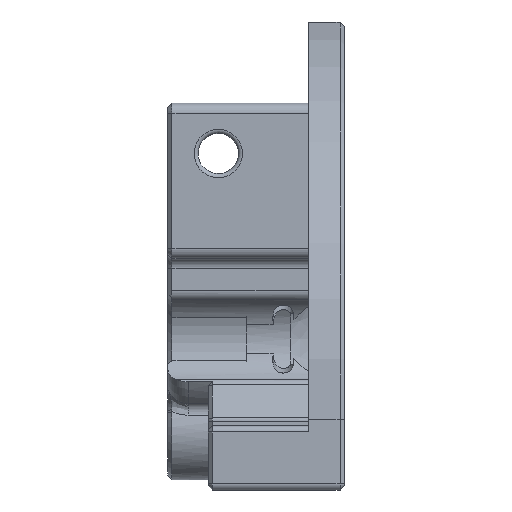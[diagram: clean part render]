
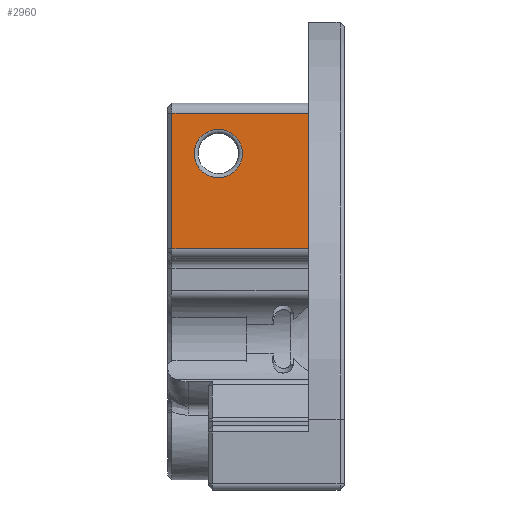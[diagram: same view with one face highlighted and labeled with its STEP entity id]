
A CAD part, front view. The second image highlights one B-rep face of the part: STEP entity #2960.
In plain terms, the highlighted planar face has unit normal (0, -1, 0).
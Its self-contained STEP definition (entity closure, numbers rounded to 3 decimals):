
#186=FACE_BOUND('',#856,.T.);
#207=LINE('',#4497,#412);
#208=LINE('',#4499,#413);
#209=LINE('',#4501,#414);
#210=LINE('',#4502,#415);
#412=VECTOR('',#3544,10.);
#413=VECTOR('',#3545,10.);
#414=VECTOR('',#3546,10.);
#415=VECTOR('',#3547,10.);
#617=PLANE('',#3161);
#672=FACE_OUTER_BOUND('',#855,.T.);
#855=EDGE_LOOP('',(#2016,#2017,#2018,#2019));
#856=EDGE_LOOP('',(#2020));
#1058=CIRCLE('',#3157,2.4);
#1261=VERTEX_POINT('',#4487);
#1264=VERTEX_POINT('',#4495);
#1265=VERTEX_POINT('',#4496);
#1266=VERTEX_POINT('',#4498);
#1267=VERTEX_POINT('',#4500);
#1545=EDGE_CURVE('',#1261,#1261,#1058,.T.);
#1549=EDGE_CURVE('',#1264,#1265,#207,.T.);
#1550=EDGE_CURVE('',#1266,#1264,#208,.T.);
#1551=EDGE_CURVE('',#1267,#1266,#209,.T.);
#1552=EDGE_CURVE('',#1265,#1267,#210,.T.);
#2016=ORIENTED_EDGE('',*,*,#1549,.F.);
#2017=ORIENTED_EDGE('',*,*,#1550,.F.);
#2018=ORIENTED_EDGE('',*,*,#1551,.F.);
#2019=ORIENTED_EDGE('',*,*,#1552,.F.);
#2020=ORIENTED_EDGE('',*,*,#1545,.F.);
#2960=ADVANCED_FACE('',(#672,#186),#617,.T.);
#3157=AXIS2_PLACEMENT_3D('',#4488,#3534,#3535);
#3161=AXIS2_PLACEMENT_3D('',#4494,#3542,#3543);
#3534=DIRECTION('center_axis',(0.,-1.,0.));
#3535=DIRECTION('ref_axis',(-1.,0.,0.));
#3542=DIRECTION('center_axis',(0.,-1.,0.));
#3543=DIRECTION('ref_axis',(0.,0.,1.));
#3544=DIRECTION('',(0.,0.,1.));
#3545=DIRECTION('',(-1.,0.,0.));
#3546=DIRECTION('',(0.,0.,-1.));
#3547=DIRECTION('',(1.,0.,0.));
#4487=CARTESIAN_POINT('',(-19.575,-11.827,16.041));
#4488=CARTESIAN_POINT('Origin',(-19.575,-11.827,18.441));
#4494=CARTESIAN_POINT('Origin',(-10.575,-11.827,8.));
#4495=CARTESIAN_POINT('',(-24.175,-11.827,9.));
#4496=CARTESIAN_POINT('',(-24.175,-11.827,22.441));
#4497=CARTESIAN_POINT('',(-24.175,-11.827,4.));
#4498=CARTESIAN_POINT('',(-10.575,-11.827,9.));
#4499=CARTESIAN_POINT('',(-10.575,-11.827,9.));
#4500=CARTESIAN_POINT('',(-10.575,-11.827,22.441));
#4501=CARTESIAN_POINT('',(-10.575,-11.827,8.13));
#4502=CARTESIAN_POINT('',(-10.575,-11.827,22.441));
